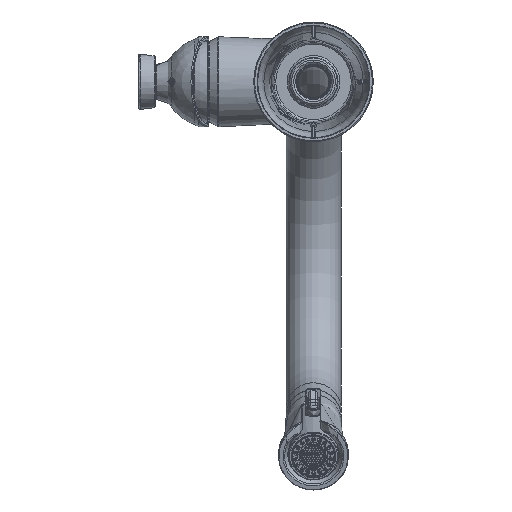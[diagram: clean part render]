
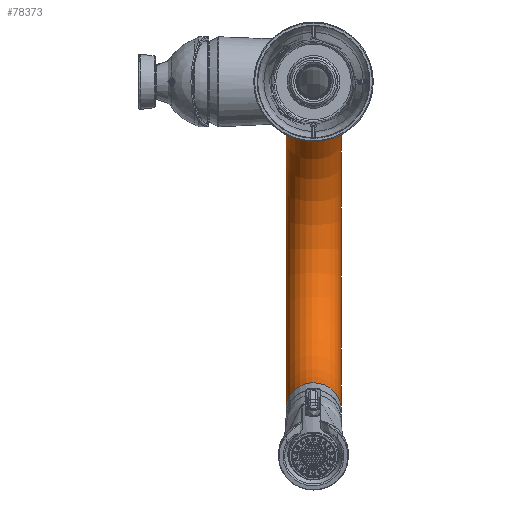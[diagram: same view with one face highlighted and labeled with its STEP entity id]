
A CAD part, front view. The second image highlights one B-rep face of the part: STEP entity #78373.
In plain terms, the highlighted toroidal (fillet/blend) face has major radius 90.5 mm and minor radius 15 mm.
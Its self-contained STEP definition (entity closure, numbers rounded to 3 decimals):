
#15353=TOROIDAL_SURFACE('',#87609,90.5,15.);
#15971=FACE_BOUND('',#25655,.T.);
#20450=FACE_OUTER_BOUND('',#25654,.T.);
#25654=EDGE_LOOP('',(#71610));
#25655=EDGE_LOOP('',(#71611));
#30215=CIRCLE('',#87571,15.);
#30234=CIRCLE('',#87608,15.);
#37415=VERTEX_POINT('',#240814);
#37434=VERTEX_POINT('',#240870);
#48850=EDGE_CURVE('',#37415,#37415,#30215,.T.);
#48869=EDGE_CURVE('',#37434,#37434,#30234,.T.);
#71610=ORIENTED_EDGE('',*,*,#48869,.F.);
#71611=ORIENTED_EDGE('',*,*,#48850,.T.);
#78373=ADVANCED_FACE('',(#20450,#15971),#15353,.T.);
#87571=AXIS2_PLACEMENT_3D('',#240815,#109649,#109650);
#87608=AXIS2_PLACEMENT_3D('',#240871,#109723,#109724);
#87609=AXIS2_PLACEMENT_3D('',#240872,#109725,#109726);
#109649=DIRECTION('center_axis',(0.,1.,0.));
#109650=DIRECTION('ref_axis',(1.,0.,0.));
#109723=DIRECTION('center_axis',(0.,-0.966,0.259));
#109724=DIRECTION('ref_axis',(1.,0.,0.));
#109725=DIRECTION('center_axis',(1.,0.,0.));
#109726=DIRECTION('ref_axis',(0.,0.,-1.));
#240814=CARTESIAN_POINT('',(-15.,131.,0.));
#240815=CARTESIAN_POINT('Origin',(0.,131.,0.));
#240870=CARTESIAN_POINT('',(-15.,154.423,177.916));
#240871=CARTESIAN_POINT('Origin',(0.,154.423,177.916));
#240872=CARTESIAN_POINT('Origin',(0.,131.,90.5));
